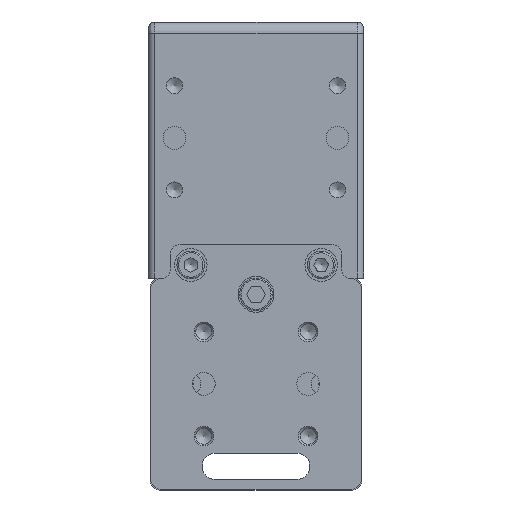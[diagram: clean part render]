
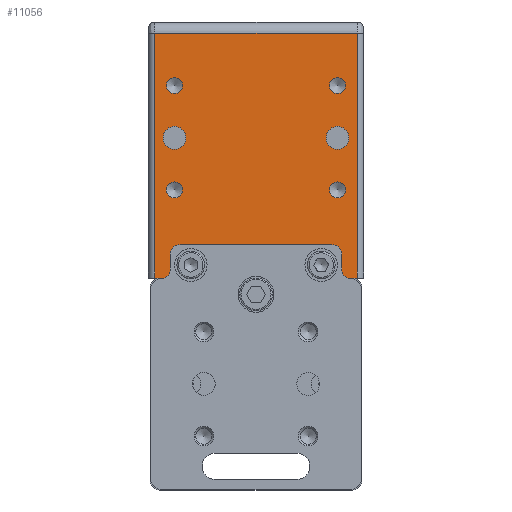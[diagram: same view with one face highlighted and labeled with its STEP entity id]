
A CAD part, front view. The second image highlights one B-rep face of the part: STEP entity #11056.
In plain terms, the highlighted face is planar.
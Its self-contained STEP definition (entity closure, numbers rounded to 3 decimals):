
#10806=CARTESIAN_POINT('',(11.385,54.268,1140.));
#10807=VERTEX_POINT('',#10806);
#10814=CARTESIAN_POINT('',(11.385,57.268,1140.));
#10815=VERTEX_POINT('',#10814);
#10816=CARTESIAN_POINT('',(11.385,57.268,1140.));
#10817=DIRECTION('',(0.0,-1.0,0.0));
#10818=VECTOR('',#10817,3.);
#10819=LINE('',#10816,#10818);
#10820=EDGE_CURVE('',#10815,#10807,#10819,.T.);
#10845=CARTESIAN_POINT('',(-3.615,57.268,1140.));
#10846=VERTEX_POINT('',#10845);
#10847=CARTESIAN_POINT('',(-3.615,57.268,1140.));
#10848=DIRECTION('',(1.0,0.0,0.0));
#10849=VECTOR('',#10848,15.);
#10850=LINE('',#10847,#10849);
#10851=EDGE_CURVE('',#10846,#10815,#10850,.T.);
#10876=CARTESIAN_POINT('',(-3.615,54.268,1140.));
#10877=VERTEX_POINT('',#10876);
#10878=CARTESIAN_POINT('',(-3.615,54.268,1140.));
#10879=DIRECTION('',(0.0,1.0,0.0));
#10880=VECTOR('',#10879,3.0);
#10881=LINE('',#10878,#10880);
#10882=EDGE_CURVE('',#10877,#10846,#10881,.T.);
#10910=CARTESIAN_POINT('',(36.885,51.568,1140.));
#10911=DIRECTION('',(0.0,0.0,1.0));
#10912=DIRECTION('',(1.0,0.0,0.0));
#10913=AXIS2_PLACEMENT_3D('',#10910,#10911,#10912);
#10914=PLANE('',#10913);
#10915=ORIENTED_EDGE('',*,*,#10882,.T.);
#10916=ORIENTED_EDGE('',*,*,#10851,.T.);
#10917=ORIENTED_EDGE('',*,*,#10820,.T.);
#10918=CARTESIAN_POINT('',(20.385,54.268,1140.));
#10919=VERTEX_POINT('',#10918);
#10920=CARTESIAN_POINT('',(11.385,54.268,1140.));
#10921=DIRECTION('',(1.0,0.0,0.0));
#10922=VECTOR('',#10921,9.);
#10923=LINE('',#10920,#10922);
#10924=EDGE_CURVE('',#10807,#10919,#10923,.T.);
#10925=ORIENTED_EDGE('',*,*,#10924,.T.);
#10926=CARTESIAN_POINT('',(20.385,51.568,1140.));
#10927=VERTEX_POINT('',#10926);
#10928=CARTESIAN_POINT('',(20.385,54.268,1140.));
#10929=DIRECTION('',(0.0,-1.0,0.0));
#10930=VECTOR('',#10929,2.7);
#10931=LINE('',#10928,#10930);
#10932=EDGE_CURVE('',#10919,#10927,#10931,.T.);
#10933=ORIENTED_EDGE('',*,*,#10932,.T.);
#10934=CARTESIAN_POINT('',(34.885,51.568,1140.));
#10935=VERTEX_POINT('',#10934);
#10936=CARTESIAN_POINT('',(20.385,51.568,1140.));
#10937=DIRECTION('',(1.0,0.0,0.0));
#10938=VECTOR('',#10937,14.5);
#10939=LINE('',#10936,#10938);
#10940=EDGE_CURVE('',#10927,#10935,#10939,.T.);
#10941=ORIENTED_EDGE('',*,*,#10940,.T.);
#10942=CARTESIAN_POINT('',(34.885,126.568,1140.));
#10943=VERTEX_POINT('',#10942);
#10944=CARTESIAN_POINT('',(34.885,126.568,1140.));
#10945=DIRECTION('',(0.0,-1.0,0.0));
#10946=VECTOR('',#10945,75.);
#10947=LINE('',#10944,#10946);
#10948=EDGE_CURVE('',#10943,#10935,#10947,.T.);
#10949=ORIENTED_EDGE('',*,*,#10948,.F.);
#10950=CARTESIAN_POINT('',(-27.115,126.568,1140.));
#10951=VERTEX_POINT('',#10950);
#10952=CARTESIAN_POINT('',(-27.115,126.568,1140.));
#10953=DIRECTION('',(1.0,0.0,0.0));
#10954=VECTOR('',#10953,62.);
#10955=LINE('',#10952,#10954);
#10956=EDGE_CURVE('',#10951,#10943,#10955,.T.);
#10957=ORIENTED_EDGE('',*,*,#10956,.F.);
#10958=CARTESIAN_POINT('',(-27.115,51.568,1140.));
#10959=VERTEX_POINT('',#10958);
#10960=CARTESIAN_POINT('',(-27.115,51.568,1140.));
#10961=DIRECTION('',(0.0,1.0,0.0));
#10962=VECTOR('',#10961,75.);
#10963=LINE('',#10960,#10962);
#10964=EDGE_CURVE('',#10959,#10951,#10963,.T.);
#10965=ORIENTED_EDGE('',*,*,#10964,.F.);
#10966=CARTESIAN_POINT('',(-12.615,51.568,1140.));
#10967=VERTEX_POINT('',#10966);
#10968=CARTESIAN_POINT('',(-27.115,51.568,1140.));
#10969=DIRECTION('',(1.0,0.0,0.0));
#10970=VECTOR('',#10969,14.5);
#10971=LINE('',#10968,#10970);
#10972=EDGE_CURVE('',#10959,#10967,#10971,.T.);
#10973=ORIENTED_EDGE('',*,*,#10972,.T.);
#10974=CARTESIAN_POINT('',(-12.615,54.268,1140.));
#10975=VERTEX_POINT('',#10974);
#10976=CARTESIAN_POINT('',(-12.615,51.568,1140.));
#10977=DIRECTION('',(0.0,1.0,0.0));
#10978=VECTOR('',#10977,2.7);
#10979=LINE('',#10976,#10978);
#10980=EDGE_CURVE('',#10967,#10975,#10979,.T.);
#10981=ORIENTED_EDGE('',*,*,#10980,.T.);
#10982=CARTESIAN_POINT('',(-12.615,54.268,1140.));
#10983=DIRECTION('',(1.0,0.0,0.0));
#10984=VECTOR('',#10983,9.);
#10985=LINE('',#10982,#10984);
#10986=EDGE_CURVE('',#10975,#10877,#10985,.T.);
#10987=ORIENTED_EDGE('',*,*,#10986,.T.);
#10988=EDGE_LOOP('',(#10915,#10916,#10917,#10925,#10933,#10941,#10949,#10957,#10965,#10973,#10981,#10987));
#10989=FACE_OUTER_BOUND('',#10988,.T.);
#10990=CARTESIAN_POINT('',(-23.573,110.568,1140.));
#10991=VERTEX_POINT('',#10990);
#10992=CARTESIAN_POINT('',(-21.115,110.568,1140.));
#10993=DIRECTION('',(0.0,0.0,-1.0));
#10994=DIRECTION('',(-1.0,0.0,0.0));
#10995=AXIS2_PLACEMENT_3D('',#10992,#10993,#10994);
#10996=CIRCLE('',#10995,2.459);
#10997=EDGE_CURVE('',#10991,#10991,#10996,.T.);
#10998=ORIENTED_EDGE('',*,*,#10997,.T.);
#10999=EDGE_LOOP('',(#10998));
#11000=FACE_BOUND('',#10999,.T.);
#11001=CARTESIAN_POINT('',(-24.615,94.568,1140.));
#11002=VERTEX_POINT('',#11001);
#11003=CARTESIAN_POINT('',(-21.115,94.568,1140.));
#11004=DIRECTION('',(0.0,0.0,-1.0));
#11005=DIRECTION('',(1.0,0.0,0.0));
#11006=AXIS2_PLACEMENT_3D('',#11003,#11004,#11005);
#11007=CIRCLE('',#11006,3.5);
#11008=EDGE_CURVE('',#11002,#11002,#11007,.T.);
#11009=ORIENTED_EDGE('',*,*,#11008,.T.);
#11010=EDGE_LOOP('',(#11009));
#11011=FACE_BOUND('',#11010,.T.);
#11012=CARTESIAN_POINT('',(31.344,110.568,1140.));
#11013=VERTEX_POINT('',#11012);
#11014=CARTESIAN_POINT('',(28.885,110.568,1140.));
#11015=DIRECTION('',(0.0,0.0,-1.0));
#11016=DIRECTION('',(1.0,0.0,0.0));
#11017=AXIS2_PLACEMENT_3D('',#11014,#11015,#11016);
#11018=CIRCLE('',#11017,2.459);
#11019=EDGE_CURVE('',#11013,#11013,#11018,.T.);
#11020=ORIENTED_EDGE('',*,*,#11019,.T.);
#11021=EDGE_LOOP('',(#11020));
#11022=FACE_BOUND('',#11021,.T.);
#11023=CARTESIAN_POINT('',(32.385,94.568,1140.));
#11024=VERTEX_POINT('',#11023);
#11025=CARTESIAN_POINT('',(28.885,94.568,1140.));
#11026=DIRECTION('',(0.0,0.0,-1.0));
#11027=DIRECTION('',(-1.0,0.0,0.0));
#11028=AXIS2_PLACEMENT_3D('',#11025,#11026,#11027);
#11029=CIRCLE('',#11028,3.5);
#11030=EDGE_CURVE('',#11024,#11024,#11029,.T.);
#11031=ORIENTED_EDGE('',*,*,#11030,.T.);
#11032=EDGE_LOOP('',(#11031));
#11033=FACE_BOUND('',#11032,.T.);
#11034=CARTESIAN_POINT('',(-23.573,78.568,1140.));
#11035=VERTEX_POINT('',#11034);
#11036=CARTESIAN_POINT('',(-21.115,78.568,1140.));
#11037=DIRECTION('',(0.0,0.0,-1.0));
#11038=DIRECTION('',(-1.0,0.0,0.0));
#11039=AXIS2_PLACEMENT_3D('',#11036,#11037,#11038);
#11040=CIRCLE('',#11039,2.459);
#11041=EDGE_CURVE('',#11035,#11035,#11040,.T.);
#11042=ORIENTED_EDGE('',*,*,#11041,.T.);
#11043=EDGE_LOOP('',(#11042));
#11044=FACE_BOUND('',#11043,.T.);
#11045=CARTESIAN_POINT('',(31.344,78.568,1140.));
#11046=VERTEX_POINT('',#11045);
#11047=CARTESIAN_POINT('',(28.885,78.568,1140.));
#11048=DIRECTION('',(0.0,0.0,-1.0));
#11049=DIRECTION('',(1.0,0.0,0.0));
#11050=AXIS2_PLACEMENT_3D('',#11047,#11048,#11049);
#11051=CIRCLE('',#11050,2.459);
#11052=EDGE_CURVE('',#11046,#11046,#11051,.T.);
#11053=ORIENTED_EDGE('',*,*,#11052,.T.);
#11054=EDGE_LOOP('',(#11053));
#11055=FACE_BOUND('',#11054,.T.);
#11056=ADVANCED_FACE('',(#10989,#11000,#11011,#11022,#11033,#11044,#11055),#10914,.T.);
